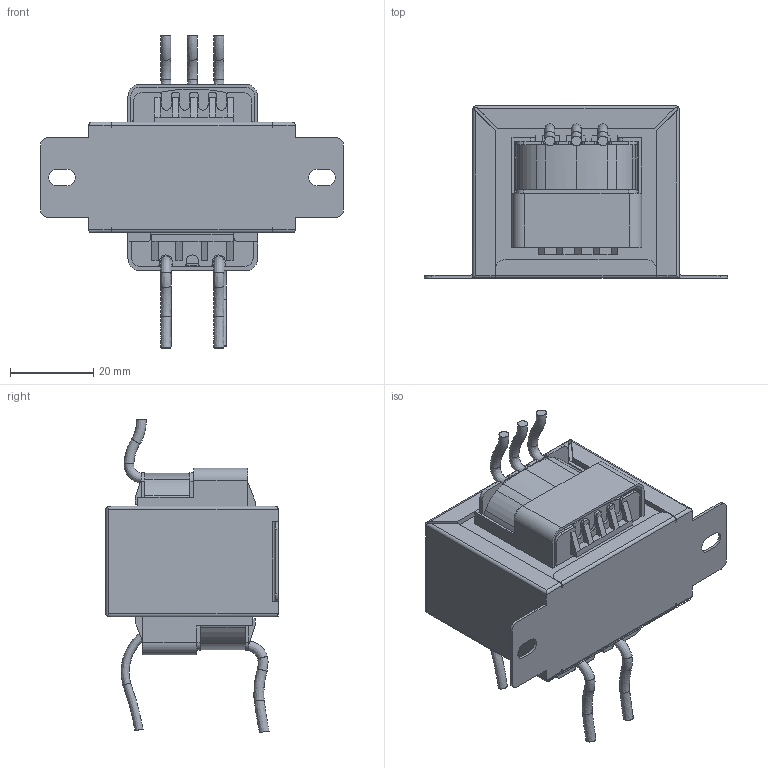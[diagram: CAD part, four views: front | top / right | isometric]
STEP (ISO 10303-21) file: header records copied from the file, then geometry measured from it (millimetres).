
FILE_DESCRIPTION(/* description */ (''),/* implementation_level */ '2;1');
FILE_NAME(/* name */ 'transformer.stp',/* time_stamp */ '2018-11-25T09:34:35-07:00',/* author */ ('julia'),/* organization */ (''),/* preprocessor_version */ 'ST-DEVELOPER v16.13',/* originating_system */ 'Autodesk Inventor 2018',/* authorisation */ '');
FILE_SCHEMA (('AUTOMOTIVE_DESIGN { 1 0 10303 214 3 1 1 }'));
Length unit declared in the file: millimetre
Products named in the file (3): ensamble; 2; transformadorG
Assembly tree (2 placements, depth 2):
  ensamble
    2
    transformadorG
Bounding box: 72.86 x 41.4 x 75.26 mm (x, y, z)
Volume: 65117.4 mm3; surface area: 18224 mm2
Topology: 5 solids, 5 shells, 455 faces, 1235 edges, 793 vertices
Faces by surface type: plane 292, cylinder 142, bspline 21
Entity records: 18070 total; most frequent: CARTESIAN_POINT 5887, ORIENTED_EDGE 2478, DIRECTION 2455, EDGE_CURVE 1235, LINE 821, VECTOR 821, AXIS2_PLACEMENT_3D 817, VERTEX_POINT 793
